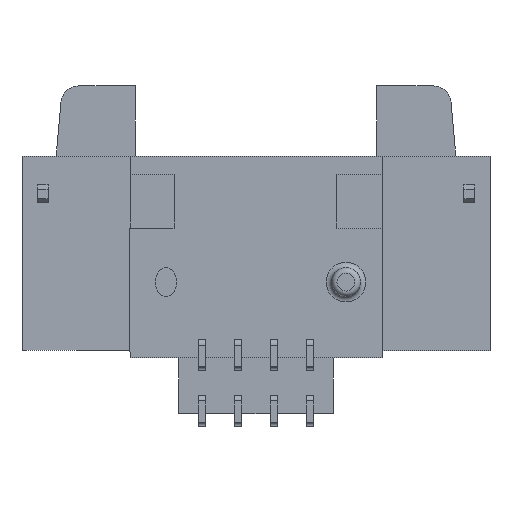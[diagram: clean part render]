
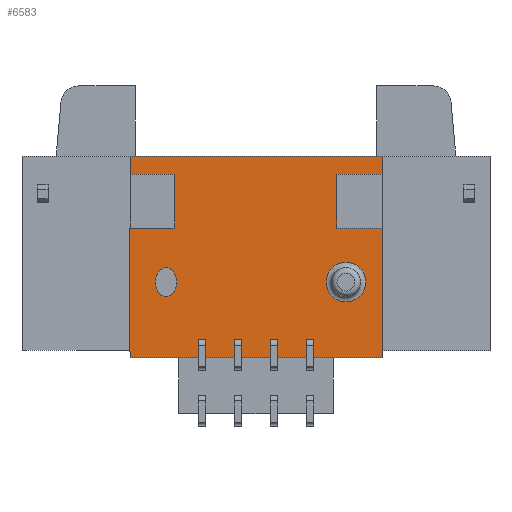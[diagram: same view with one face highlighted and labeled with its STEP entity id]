
A CAD part, front view. The second image highlights one B-rep face of the part: STEP entity #6583.
In plain terms, the highlighted face is planar.
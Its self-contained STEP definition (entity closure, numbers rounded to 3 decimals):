
#86=CIRCLE('',#6905,0.46);
#87=CIRCLE('',#6906,0.218);
#88=CIRCLE('',#6907,0.46);
#89=CIRCLE('',#6908,0.218);
#90=CIRCLE('',#6909,0.55);
#373=ORIENTED_EDGE('',*,*,#2120,.F.);
#374=ORIENTED_EDGE('',*,*,#2121,.F.);
#375=ORIENTED_EDGE('',*,*,#2122,.F.);
#376=ORIENTED_EDGE('',*,*,#2123,.F.);
#377=ORIENTED_EDGE('',*,*,#2124,.T.);
#378=ORIENTED_EDGE('',*,*,#2125,.F.);
#379=ORIENTED_EDGE('',*,*,#2113,.T.);
#380=ORIENTED_EDGE('',*,*,#2011,.T.);
#381=ORIENTED_EDGE('',*,*,#2101,.T.);
#382=ORIENTED_EDGE('',*,*,#2126,.F.);
#383=ORIENTED_EDGE('',*,*,#2127,.T.);
#384=ORIENTED_EDGE('',*,*,#2128,.T.);
#385=ORIENTED_EDGE('',*,*,#2097,.T.);
#386=ORIENTED_EDGE('',*,*,#2108,.T.);
#387=ORIENTED_EDGE('',*,*,#2117,.T.);
#388=ORIENTED_EDGE('',*,*,#2129,.T.);
#389=ORIENTED_EDGE('',*,*,#2130,.F.);
#2011=EDGE_CURVE('',#2901,#2900,#3494,.T.);
#2097=EDGE_CURVE('',#2969,#2968,#3580,.T.);
#2101=EDGE_CURVE('',#2900,#2972,#3584,.T.);
#2108=EDGE_CURVE('',#2968,#2977,#3591,.T.);
#2113=EDGE_CURVE('',#2978,#2901,#3596,.T.);
#2117=EDGE_CURVE('',#2977,#2981,#3600,.T.);
#2120=EDGE_CURVE('',#2982,#2983,#86,.T.);
#2121=EDGE_CURVE('',#2984,#2982,#87,.T.);
#2122=EDGE_CURVE('',#2985,#2984,#88,.T.);
#2123=EDGE_CURVE('',#2983,#2985,#89,.T.);
#2124=EDGE_CURVE('',#2986,#2986,#90,.T.);
#2125=EDGE_CURVE('',#2978,#2987,#3603,.T.);
#2126=EDGE_CURVE('',#2988,#2972,#3604,.T.);
#2127=EDGE_CURVE('',#2988,#2989,#3605,.T.);
#2128=EDGE_CURVE('',#2989,#2969,#3606,.T.);
#2129=EDGE_CURVE('',#2981,#2990,#3607,.T.);
#2130=EDGE_CURVE('',#2987,#2990,#3608,.T.);
#2900=VERTEX_POINT('',#9001);
#2901=VERTEX_POINT('',#9003);
#2968=VERTEX_POINT('',#9168);
#2969=VERTEX_POINT('',#9170);
#2972=VERTEX_POINT('',#9176);
#2977=VERTEX_POINT('',#9189);
#2978=VERTEX_POINT('',#9197);
#2981=VERTEX_POINT('',#9203);
#2982=VERTEX_POINT('',#9210);
#2983=VERTEX_POINT('',#9211);
#2984=VERTEX_POINT('',#9213);
#2985=VERTEX_POINT('',#9215);
#2986=VERTEX_POINT('',#9218);
#2987=VERTEX_POINT('',#9220);
#2988=VERTEX_POINT('',#9222);
#2989=VERTEX_POINT('',#9224);
#2990=VERTEX_POINT('',#9227);
#3494=LINE('',#9002,#4271);
#3580=LINE('',#9169,#4357);
#3584=LINE('',#9177,#4361);
#3591=LINE('',#9190,#4368);
#3596=LINE('',#9196,#4373);
#3600=LINE('',#9204,#4377);
#3603=LINE('',#9219,#4380);
#3604=LINE('',#9221,#4381);
#3605=LINE('',#9223,#4382);
#3606=LINE('',#9225,#4383);
#3607=LINE('',#9226,#4384);
#3608=LINE('',#9228,#4385);
#4271=VECTOR('',#7347,1000.);
#4357=VECTOR('',#7459,1000.);
#4361=VECTOR('',#7463,1000.);
#4368=VECTOR('',#7472,1000.);
#4373=VECTOR('',#7479,1000.);
#4377=VECTOR('',#7483,1000.);
#4380=VECTOR('',#7500,1000.);
#4381=VECTOR('',#7501,1000.);
#4382=VECTOR('',#7502,1000.);
#4383=VECTOR('',#7503,1000.);
#4384=VECTOR('',#7504,1000.);
#4385=VECTOR('',#7505,1000.);
#5032=EDGE_LOOP('',(#373,#374,#375,#376));
#5033=EDGE_LOOP('',(#377));
#5034=EDGE_LOOP('',(#378,#379,#380,#381,#382,#383,#384,#385,#386,#387,#388,
#389));
#5347=FACE_BOUND('',#5032,.T.);
#5348=FACE_BOUND('',#5033,.T.);
#5349=FACE_BOUND('',#5034,.T.);
#5660=PLANE('',#6904);
#6583=ADVANCED_FACE('',(#5347,#5348,#5349),#5660,.T.);
#6904=AXIS2_PLACEMENT_3D('',#9208,#7488,#7489);
#6905=AXIS2_PLACEMENT_3D('',#9209,#7490,#7491);
#6906=AXIS2_PLACEMENT_3D('',#9212,#7492,#7493);
#6907=AXIS2_PLACEMENT_3D('',#9214,#7494,#7495);
#6908=AXIS2_PLACEMENT_3D('',#9216,#7496,#7497);
#6909=AXIS2_PLACEMENT_3D('',#9217,#7498,#7499);
#7347=DIRECTION('',(-1.,0.,0.));
#7459=DIRECTION('',(0.,-1.,0.));
#7463=DIRECTION('',(0.,-1.,0.));
#7472=DIRECTION('',(1.,0.,0.));
#7479=DIRECTION('',(0.,1.,0.));
#7483=DIRECTION('',(0.,1.,0.));
#7488=DIRECTION('',(0.,0.,1.));
#7489=DIRECTION('',(1.,0.,0.));
#7490=DIRECTION('',(0.,0.,1.));
#7491=DIRECTION('',(1.,0.,0.));
#7492=DIRECTION('',(0.,0.,1.));
#7493=DIRECTION('',(1.,0.,0.));
#7494=DIRECTION('',(0.,0.,1.));
#7495=DIRECTION('',(1.,0.,0.));
#7496=DIRECTION('',(0.,0.,1.));
#7497=DIRECTION('',(1.,0.,0.));
#7498=DIRECTION('',(0.,0.,-1.));
#7499=DIRECTION('',(-1.,0.,0.));
#7500=DIRECTION('',(-1.,0.,0.));
#7501=DIRECTION('',(-1.,0.,0.));
#7502=DIRECTION('',(0.,-1.,0.));
#7503=DIRECTION('',(-1.,0.,0.));
#7504=DIRECTION('',(-1.,0.,0.));
#7505=DIRECTION('',(0.,-1.,0.));
#9001=CARTESIAN_POINT('',(-3.5,5.6,3.125));
#9002=CARTESIAN_POINT('',(6.5,5.6,3.125));
#9003=CARTESIAN_POINT('',(3.5,5.6,3.125));
#9168=CARTESIAN_POINT('',(-3.5,0.,3.125));
#9169=CARTESIAN_POINT('',(-3.5,0.2,3.125));
#9170=CARTESIAN_POINT('',(-3.5,3.6,3.125));
#9176=CARTESIAN_POINT('',(-3.5,5.1,3.125));
#9177=CARTESIAN_POINT('',(-3.5,0.2,3.125));
#9189=CARTESIAN_POINT('',(3.5,0.,3.125));
#9190=CARTESIAN_POINT('',(-3.5,0.,3.125));
#9196=CARTESIAN_POINT('',(3.5,0.,3.125));
#9197=CARTESIAN_POINT('',(3.5,5.1,3.125));
#9203=CARTESIAN_POINT('',(3.5,3.6,3.125));
#9204=CARTESIAN_POINT('',(3.5,0.,3.125));
#9208=CARTESIAN_POINT('',(0.,0.,3.125));
#9209=CARTESIAN_POINT('',(-2.34,2.1,3.125));
#9210=CARTESIAN_POINT('',(-2.65,2.44,3.125));
#9211=CARTESIAN_POINT('',(-2.65,1.76,3.125));
#9212=CARTESIAN_POINT('',(-2.5,2.283,3.125));
#9213=CARTESIAN_POINT('',(-2.35,2.44,3.125));
#9214=CARTESIAN_POINT('',(-2.66,2.1,3.125));
#9215=CARTESIAN_POINT('',(-2.35,1.76,3.125));
#9216=CARTESIAN_POINT('',(-2.5,1.918,3.125));
#9217=CARTESIAN_POINT('',(2.5,2.1,3.125));
#9218=CARTESIAN_POINT('',(1.95,2.1,3.125));
#9219=CARTESIAN_POINT('',(0.,5.1,3.125));
#9220=CARTESIAN_POINT('',(2.25,5.1,3.125));
#9221=CARTESIAN_POINT('',(0.,5.1,3.125));
#9222=CARTESIAN_POINT('',(-2.25,5.1,3.125));
#9223=CARTESIAN_POINT('',(-2.25,5.1,3.125));
#9224=CARTESIAN_POINT('',(-2.25,3.6,3.125));
#9225=CARTESIAN_POINT('',(0.,3.6,3.125));
#9226=CARTESIAN_POINT('',(0.,3.6,3.125));
#9227=CARTESIAN_POINT('',(2.25,3.6,3.125));
#9228=CARTESIAN_POINT('',(2.25,5.1,3.125));
